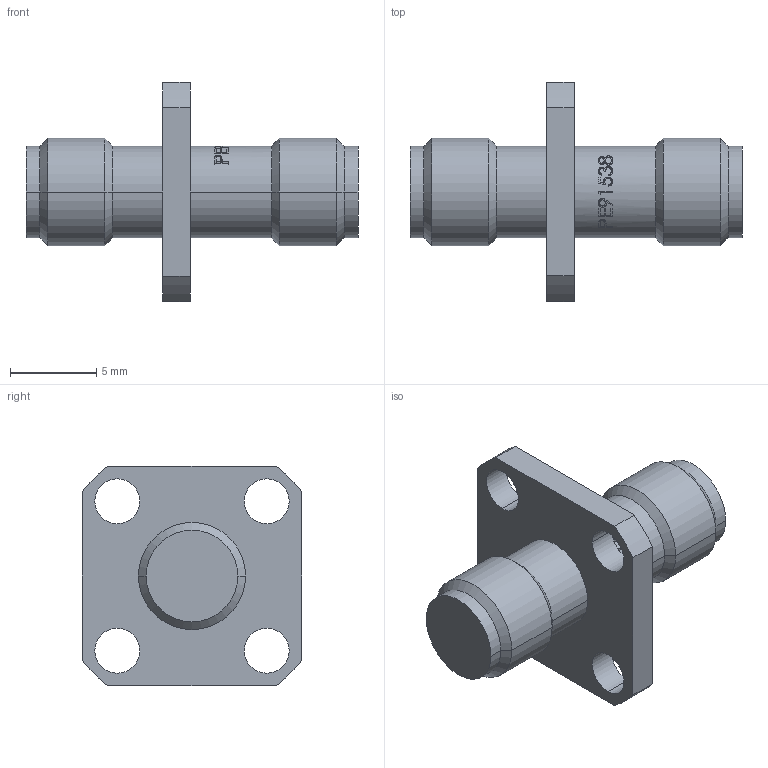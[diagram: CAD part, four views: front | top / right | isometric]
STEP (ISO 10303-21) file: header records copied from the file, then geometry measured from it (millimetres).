
FILE_DESCRIPTION (( 'STEP AP203' ), '1' );
FILE_NAME ('PE91538.STEP', '2021-05-05T11:50:22', ( '' ), ( '' ), 'SwSTEP 2.0', 'SolidWorks 2020', '' );
FILE_SCHEMA (( 'CONFIG_CONTROL_DESIGN' ));
Length unit declared in the file: millimetre
Products named in the file (1): PE91538
Bounding box: 19.2 x 12.7 x 12.7 mm (x, y, z)
Volume: 665.8 mm3; surface area: 752.7 mm2
Topology: 1 solids, 1 shells, 143 faces, 368 edges, 240 vertices
Faces by surface type: bspline 54, plane 46, cylinder 35, cone 8
Entity records: 6698 total; most frequent: CARTESIAN_POINT 3445, ORIENTED_EDGE 736, DIRECTION 510, EDGE_CURVE 368, VERTEX_POINT 240, AXIS2_PLACEMENT_3D 174, EDGE_LOOP 164, LINE 162
